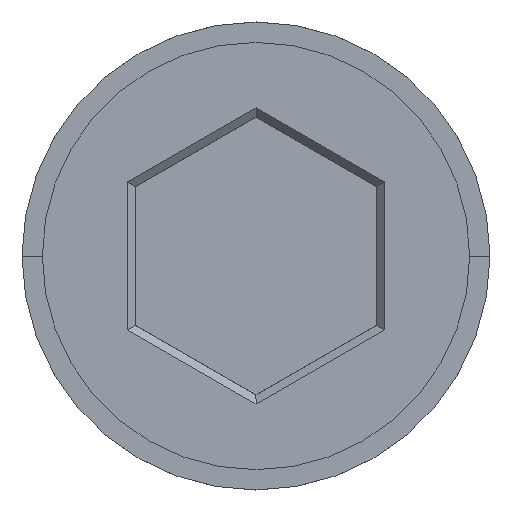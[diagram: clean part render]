
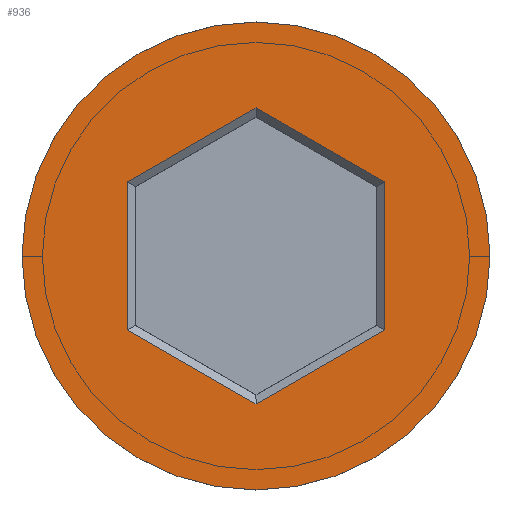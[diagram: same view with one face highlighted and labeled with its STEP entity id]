
A CAD part, top view. The second image highlights one B-rep face of the part: STEP entity #936.
In plain terms, the highlighted planar face has unit normal (0, 0, 1).
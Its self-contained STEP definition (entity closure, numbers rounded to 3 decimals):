
#11 = CARTESIAN_POINT ( 'NONE',  ( -0.1, 3.58, 0. ) ) ;
#76 = EDGE_CURVE ( 'NONE', #149, #117, #287, .T. ) ;
#85 = CARTESIAN_POINT ( 'NONE',  ( -5.75, 0., 0. ) ) ;
#117 = VERTEX_POINT ( 'NONE', #884 ) ;
#120 = ORIENTED_EDGE ( 'NONE', *, *, #76, .T. ) ;
#126 = ORIENTED_EDGE ( 'NONE', *, *, #922, .T. ) ;
#149 = VERTEX_POINT ( 'NONE', #328 ) ;
#178 = FACE_BOUND ( 'NONE', #650, .T. ) ;
#184 = CARTESIAN_POINT ( 'NONE',  ( 0.1, -3.58, 0. ) ) ;
#193 = ORIENTED_EDGE ( 'NONE', *, *, #393, .T. ) ;
#216 = DIRECTION ( 'NONE',  ( 0., 0., 1. ) ) ;
#221 = EDGE_LOOP ( 'NONE', ( #193, #788 ) ) ;
#227 = VERTEX_POINT ( 'NONE', #1160 ) ;
#237 = EDGE_CURVE ( 'NONE', #840, #227, #423, .T. ) ;
#258 = CARTESIAN_POINT ( 'NONE',  ( 0., -3.637, 0. ) ) ;
#266 = VERTEX_POINT ( 'NONE', #462 ) ;
#267 = VECTOR ( 'NONE', #1302, 1000. ) ;
#284 = ORIENTED_EDGE ( 'NONE', *, *, #859, .T. ) ;
#287 = LINE ( 'NONE', #509, #1412 ) ;
#300 = DIRECTION ( 'NONE',  ( -0.866, -0.5, 0. ) ) ;
#314 = DIRECTION ( 'NONE',  ( 0., -1., 0. ) ) ;
#318 = VECTOR ( 'NONE', #300, 1000. ) ;
#328 = CARTESIAN_POINT ( 'NONE',  ( -3.15, -1.819, 0. ) ) ;
#332 = AXIS2_PLACEMENT_3D ( 'NONE', #1435, #216, #882 ) ;
#365 = DIRECTION ( 'NONE',  ( 0.866, 0.5, 0. ) ) ;
#393 = EDGE_CURVE ( 'NONE', #227, #840, #1247, .T. ) ;
#409 = DIRECTION ( 'NONE',  ( 0., 0., 1. ) ) ;
#416 = CARTESIAN_POINT ( 'NONE',  ( 3.15, -1.703, 0. ) ) ;
#423 = CIRCLE ( 'NONE', #604, 5.75 ) ;
#450 = LINE ( 'NONE', #184, #318 ) ;
#462 = CARTESIAN_POINT ( 'NONE',  ( 3.15, -1.819, 0. ) ) ;
#480 = CARTESIAN_POINT ( 'NONE',  ( 0., 0., 0. ) ) ;
#509 = CARTESIAN_POINT ( 'NONE',  ( -3.15, 1.703, 0. ) ) ;
#588 = DIRECTION ( 'NONE',  ( 1., 0., 0. ) ) ;
#604 = AXIS2_PLACEMENT_3D ( 'NONE', #480, #1049, #588 ) ;
#622 = FACE_OUTER_BOUND ( 'NONE', #221, .T. ) ;
#635 = CARTESIAN_POINT ( 'NONE',  ( 3.15, 1.819, 0. ) ) ;
#650 = EDGE_LOOP ( 'NONE', ( #718, #120, #1223, #284, #1033, #126 ) ) ;
#671 = LINE ( 'NONE', #1118, #873 ) ;
#688 = DIRECTION ( 'NONE',  ( -0.866, 0.5, 0. ) ) ;
#701 = VERTEX_POINT ( 'NONE', #801 ) ;
#718 = ORIENTED_EDGE ( 'NONE', *, *, #1303, .T. ) ;
#755 = LINE ( 'NONE', #11, #1361 ) ;
#788 = ORIENTED_EDGE ( 'NONE', *, *, #237, .T. ) ;
#801 = CARTESIAN_POINT ( 'NONE',  ( 0., 3.637, 0. ) ) ;
#840 = VERTEX_POINT ( 'NONE', #85 ) ;
#859 = EDGE_CURVE ( 'NONE', #701, #865, #1204, .T. ) ;
#860 = DIRECTION ( 'NONE',  ( 1., 0., 0. ) ) ;
#865 = VERTEX_POINT ( 'NONE', #635 ) ;
#873 = VECTOR ( 'NONE', #688, 1000. ) ;
#882 = DIRECTION ( 'NONE',  ( 1., 0., 0. ) ) ;
#884 = CARTESIAN_POINT ( 'NONE',  ( -3.15, 1.819, 0. ) ) ;
#922 = EDGE_CURVE ( 'NONE', #266, #1056, #450, .T. ) ;
#936 = ADVANCED_FACE ( 'NONE', ( #178, #622 ), #974, .T. ) ;
#950 = EDGE_CURVE ( 'NONE', #117, #701, #755, .T. ) ;
#974 = PLANE ( 'NONE',  #1085 ) ;
#986 = LINE ( 'NONE', #416, #1176 ) ;
#990 = CARTESIAN_POINT ( 'NONE',  ( 3.05, 1.876, 0. ) ) ;
#1015 = EDGE_CURVE ( 'NONE', #865, #266, #986, .T. ) ;
#1033 = ORIENTED_EDGE ( 'NONE', *, *, #1015, .T. ) ;
#1049 = DIRECTION ( 'NONE',  ( 0., 0., 1. ) ) ;
#1056 = VERTEX_POINT ( 'NONE', #258 ) ;
#1085 = AXIS2_PLACEMENT_3D ( 'NONE', #1417, #409, #860 ) ;
#1118 = CARTESIAN_POINT ( 'NONE',  ( -3.05, -1.876, 0. ) ) ;
#1160 = CARTESIAN_POINT ( 'NONE',  ( 5.75, 0., 0. ) ) ;
#1176 = VECTOR ( 'NONE', #314, 1000. ) ;
#1204 = LINE ( 'NONE', #990, #267 ) ;
#1223 = ORIENTED_EDGE ( 'NONE', *, *, #950, .T. ) ;
#1247 = CIRCLE ( 'NONE', #332, 5.75 ) ;
#1302 = DIRECTION ( 'NONE',  ( 0.866, -0.5, 0. ) ) ;
#1303 = EDGE_CURVE ( 'NONE', #1056, #149, #671, .T. ) ;
#1307 = DIRECTION ( 'NONE',  ( 0., 1., 0. ) ) ;
#1361 = VECTOR ( 'NONE', #365, 1000. ) ;
#1412 = VECTOR ( 'NONE', #1307, 1000. ) ;
#1417 = CARTESIAN_POINT ( 'NONE',  ( 0., 0., 0. ) ) ;
#1435 = CARTESIAN_POINT ( 'NONE',  ( 0., 0., 0. ) ) ;
